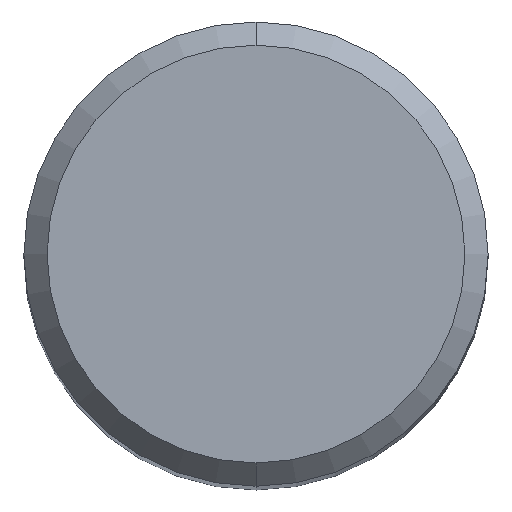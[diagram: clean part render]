
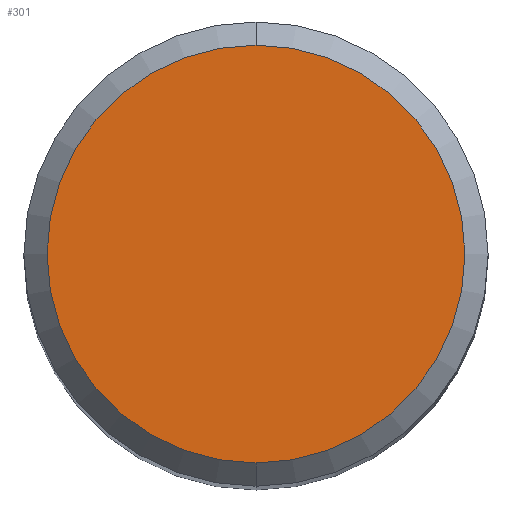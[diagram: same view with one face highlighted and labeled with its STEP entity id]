
A CAD part, top view. The second image highlights one B-rep face of the part: STEP entity #301.
In plain terms, the highlighted planar face has unit normal (0, 0, 1).
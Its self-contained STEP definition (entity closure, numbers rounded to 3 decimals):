
#217=EDGE_CURVE('',#335,#249,#527,.T.);
#249=VERTEX_POINT('',#560);
#301=ADVANCED_FACE('',(#618),#619,.T.);
#325=EDGE_CURVE('',#249,#335,#647,.T.);
#335=VERTEX_POINT('',#659);
#527=CIRCLE('',#876,3.6);
#560=CARTESIAN_POINT('',(0.0,3.6,0.0));
#618=FACE_OUTER_BOUND('',#1077,.T.);
#619=PLANE('',#1078);
#647=CIRCLE('',#1115,3.6);
#659=CARTESIAN_POINT('',(0.,-3.6,0.0));
#876=AXIS2_PLACEMENT_3D('',#1499,#1500,#1501);
#1077=EDGE_LOOP('',(#1577,#1578));
#1078=AXIS2_PLACEMENT_3D('',#1579,#1580,#1581);
#1115=AXIS2_PLACEMENT_3D('',#1630,#1631,#1632);
#1499=CARTESIAN_POINT('',(0.0,0.0,0.0));
#1500=DIRECTION('',(0.0,0.0,-1.0));
#1501=DIRECTION('',(0.0,1.0,0.0));
#1577=ORIENTED_EDGE('',*,*,#325,.F.);
#1578=ORIENTED_EDGE('',*,*,#217,.F.);
#1579=CARTESIAN_POINT('',(0.0,1.8,0.0));
#1580=DIRECTION('',(-0.0,0.0,1.0));
#1581=DIRECTION('',(0.0,-1.0,0.0));
#1630=CARTESIAN_POINT('',(0.0,0.0,0.0));
#1631=DIRECTION('',(0.0,0.0,-1.0));
#1632=DIRECTION('',(0.0,1.0,0.0));
